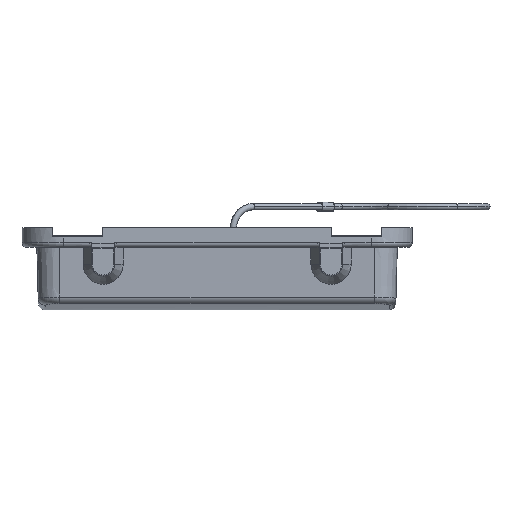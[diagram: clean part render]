
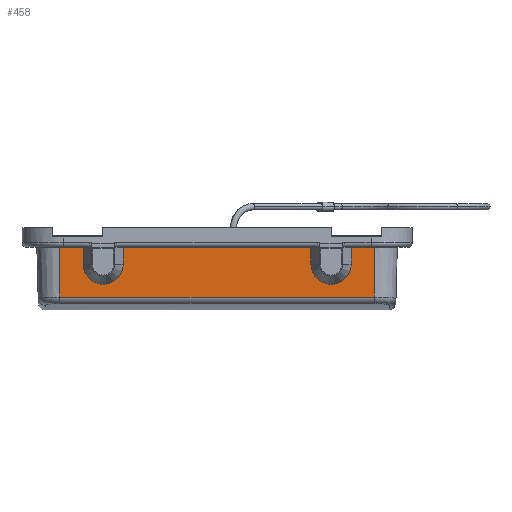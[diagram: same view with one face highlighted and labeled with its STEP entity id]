
A CAD part, left-side view. The second image highlights one B-rep face of the part: STEP entity #458.
In plain terms, the highlighted planar face has unit normal (-1, 0, -0.026).
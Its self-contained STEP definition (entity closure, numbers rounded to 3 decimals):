
#458=ADVANCED_FACE('',(#896),#664,.T.);
#664=PLANE('',#5925);
#896=FACE_OUTER_BOUND('',#1219,.T.);
#1219=EDGE_LOOP('',(#3039,#3040,#3041,#3042,#3043,#3044,#3045,#3046,#3047,
#3048,#3049,#3050));
#1569=B_SPLINE_CURVE_WITH_KNOTS('',3,(#10893,#10894,#10895,#10896,#10897,
#10898,#10899,#10900,#10901,#10902,#10903,#10904,#10905,#10906),
 .UNSPECIFIED.,.F.,.F.,(4,2,2,2,2,2,4),(0.,0.25,0.5,0.625,
0.687,0.75,1.),.UNSPECIFIED.);
#1575=B_SPLINE_CURVE_WITH_KNOTS('',3,(#10981,#10982,#10983,#10984,#10985,
#10986,#10987,#10988,#10989,#10990,#10991,#10992,#10993,#10994),
 .UNSPECIFIED.,.F.,.F.,(4,2,2,2,2,2,4),(0.,0.25,0.5,
0.625,0.687,0.75,1.),.UNSPECIFIED.);
#3039=ORIENTED_EDGE('',*,*,#4692,.F.);
#3040=ORIENTED_EDGE('',*,*,#4687,.F.);
#3041=ORIENTED_EDGE('',*,*,#4763,.F.);
#3042=ORIENTED_EDGE('',*,*,#4677,.F.);
#3043=ORIENTED_EDGE('',*,*,#4674,.F.);
#3044=ORIENTED_EDGE('',*,*,#4670,.F.);
#3045=ORIENTED_EDGE('',*,*,#4764,.F.);
#3046=ORIENTED_EDGE('',*,*,#4735,.T.);
#3047=ORIENTED_EDGE('',*,*,#4734,.T.);
#3048=ORIENTED_EDGE('',*,*,#4728,.F.);
#3049=ORIENTED_EDGE('',*,*,#4766,.F.);
#3050=ORIENTED_EDGE('',*,*,#4768,.F.);
#3961=VERTEX_POINT('',#10880);
#3962=VERTEX_POINT('',#10881);
#3963=VERTEX_POINT('',#10892);
#3965=VERTEX_POINT('',#10915);
#3970=VERTEX_POINT('',#10939);
#3971=VERTEX_POINT('',#10940);
#3972=VERTEX_POINT('',#10951);
#3994=VERTEX_POINT('',#11126);
#3995=VERTEX_POINT('',#11128);
#3997=VERTEX_POINT('',#11174);
#3999=VERTEX_POINT('',#11180);
#4012=VERTEX_POINT('',#11353);
#4670=EDGE_CURVE('',#3961,#3962,#5196,.T.);
#4674=EDGE_CURVE('',#3962,#3963,#1569,.T.);
#4677=EDGE_CURVE('',#3963,#3965,#5199,.T.);
#4687=EDGE_CURVE('',#3970,#3971,#5207,.T.);
#4692=EDGE_CURVE('',#3971,#3972,#1575,.T.);
#4728=EDGE_CURVE('',#3994,#3995,#5226,.T.);
#4734=EDGE_CURVE('',#3997,#3995,#5228,.T.);
#4735=EDGE_CURVE('',#3999,#3997,#5229,.T.);
#4763=EDGE_CURVE('',#3965,#3970,#5241,.T.);
#4764=EDGE_CURVE('',#3999,#3961,#5242,.T.);
#4766=EDGE_CURVE('',#4012,#3994,#5244,.T.);
#4768=EDGE_CURVE('',#3972,#4012,#5245,.T.);
#5196=LINE('',#10879,#5523);
#5199=LINE('',#10914,#5526);
#5207=LINE('',#10938,#5534);
#5226=LINE('',#11127,#5553);
#5228=LINE('',#11177,#5555);
#5229=LINE('',#11179,#5556);
#5241=LINE('',#11347,#5568);
#5242=LINE('',#11350,#5569);
#5244=LINE('',#11354,#5571);
#5245=LINE('',#11358,#5572);
#5523=VECTOR('',#6799,1.);
#5526=VECTOR('',#6806,1.);
#5534=VECTOR('',#6828,1.);
#5553=VECTOR('',#6901,1.);
#5555=VECTOR('',#6907,1.);
#5556=VECTOR('',#6910,1.);
#5568=VECTOR('',#6950,1.);
#5569=VECTOR('',#6955,1.);
#5571=VECTOR('',#6959,1.);
#5572=VECTOR('',#6966,1.);
#5925=AXIS2_PLACEMENT_3D('',#11360,#6969,#6970);
#6799=DIRECTION('',(0.026,0.,-1.));
#6806=DIRECTION('',(-0.026,0.,1.));
#6828=DIRECTION('',(0.026,0.,-1.));
#6901=DIRECTION('',(0.026,0.,-1.));
#6907=DIRECTION('',(0.,-1.,0.));
#6910=DIRECTION('',(0.026,0.,-1.));
#6950=DIRECTION('',(0.,-1.,0.));
#6955=DIRECTION('',(0.,-1.,0.));
#6959=DIRECTION('',(0.,-1.,0.));
#6966=DIRECTION('',(-0.026,0.,1.));
#6969=DIRECTION('',(-1.,0.,-0.026));
#6970=DIRECTION('',(0.,1.,0.));
#10879=CARTESIAN_POINT('',(-26.35,29.38,0.));
#10880=CARTESIAN_POINT('',(-26.35,29.38,0.));
#10881=CARTESIAN_POINT('',(-26.253,29.38,-3.711));
#10892=CARTESIAN_POINT('',(-26.253,20.58,-3.711));
#10893=CARTESIAN_POINT('',(-26.253,29.38,-3.711));
#10894=CARTESIAN_POINT('',(-26.22,29.382,-4.908));
#10895=CARTESIAN_POINT('',(-26.19,28.871,-6.069));
#10896=CARTESIAN_POINT('',(-26.149,27.214,-7.674));
#10897=CARTESIAN_POINT('',(-26.138,26.058,-8.112));
#10898=CARTESIAN_POINT('',(-26.138,24.433,-8.11));
#10899=CARTESIAN_POINT('',(-26.14,23.868,-8.008));
#10900=CARTESIAN_POINT('',(-26.149,23.054,-7.678));
#10901=CARTESIAN_POINT('',(-26.153,22.789,-7.539));
#10902=CARTESIAN_POINT('',(-26.161,22.284,-7.201));
#10903=CARTESIAN_POINT('',(-26.168,21.976,-6.944));
#10904=CARTESIAN_POINT('',(-26.201,20.805,-5.671));
#10905=CARTESIAN_POINT('',(-26.23,20.58,-4.509));
#10906=CARTESIAN_POINT('',(-26.253,20.581,-3.711));
#10914=CARTESIAN_POINT('',(-26.253,20.58,-3.711));
#10915=CARTESIAN_POINT('',(-26.35,20.58,0.));
#10938=CARTESIAN_POINT('',(-26.35,-20.58,0.));
#10939=CARTESIAN_POINT('',(-26.35,-20.58,0.));
#10940=CARTESIAN_POINT('',(-26.253,-20.58,-3.711));
#10951=CARTESIAN_POINT('',(-26.253,-29.38,-3.711));
#10981=CARTESIAN_POINT('',(-26.253,-20.581,-3.711));
#10982=CARTESIAN_POINT('',(-26.22,-20.579,-4.908));
#10983=CARTESIAN_POINT('',(-26.19,-21.09,-6.069));
#10984=CARTESIAN_POINT('',(-26.149,-22.747,-7.674));
#10985=CARTESIAN_POINT('',(-26.138,-23.903,-8.112));
#10986=CARTESIAN_POINT('',(-26.138,-25.528,-8.11));
#10987=CARTESIAN_POINT('',(-26.14,-26.093,-8.008));
#10988=CARTESIAN_POINT('',(-26.149,-26.906,-7.678));
#10989=CARTESIAN_POINT('',(-26.153,-27.172,-7.539));
#10990=CARTESIAN_POINT('',(-26.161,-27.677,-7.201));
#10991=CARTESIAN_POINT('',(-26.168,-27.985,-6.944));
#10992=CARTESIAN_POINT('',(-26.201,-29.156,-5.671));
#10993=CARTESIAN_POINT('',(-26.23,-29.381,-4.509));
#10994=CARTESIAN_POINT('',(-26.253,-29.38,-3.711));
#11126=CARTESIAN_POINT('',(-26.35,-34.5,0.));
#11127=CARTESIAN_POINT('',(-26.35,-34.5,0.));
#11128=CARTESIAN_POINT('',(-26.065,-34.5,-10.895));
#11174=CARTESIAN_POINT('',(-26.065,34.5,-10.895));
#11177=CARTESIAN_POINT('',(-26.065,34.5,-10.895));
#11179=CARTESIAN_POINT('',(-26.35,34.5,0.));
#11180=CARTESIAN_POINT('',(-26.35,34.5,0.));
#11347=CARTESIAN_POINT('',(-26.35,20.58,0.));
#11350=CARTESIAN_POINT('',(-26.35,34.5,0.));
#11353=CARTESIAN_POINT('',(-26.35,-29.38,0.));
#11354=CARTESIAN_POINT('',(-26.35,-29.38,0.));
#11358=CARTESIAN_POINT('',(-26.253,-29.38,-3.711));
#11360=CARTESIAN_POINT('',(-26.35,-35.769,0.));
